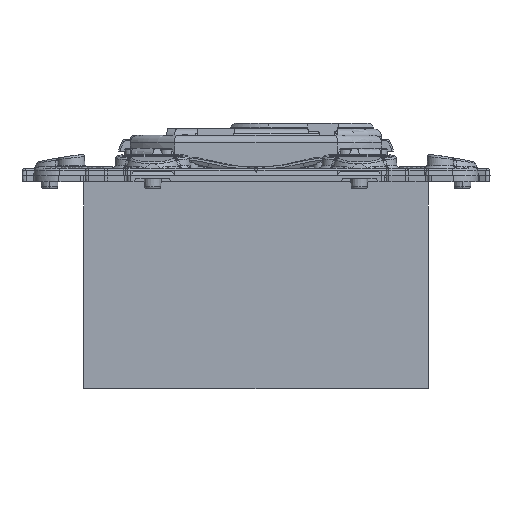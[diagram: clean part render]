
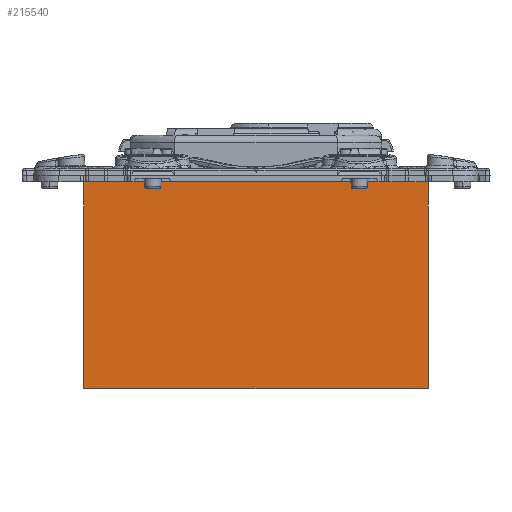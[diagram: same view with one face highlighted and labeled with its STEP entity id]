
A CAD part, left-side view. The second image highlights one B-rep face of the part: STEP entity #215540.
In plain terms, the highlighted planar face has unit normal (-1, 0, 0).
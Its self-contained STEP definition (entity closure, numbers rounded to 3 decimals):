
#215513=AXIS2_PLACEMENT_3D('Plane Axis2P3D',#215510,#215511,#215512) ;
#9990=CARTESIAN_POINT('Vertex',(-27.5,9.38,0.)) ;
#9997=CARTESIAN_POINT('Vertex',(-27.5,4.117,0.)) ;
#11967=CARTESIAN_POINT('Line Origine',(-27.5,-11.692,0.)) ;
#11971=CARTESIAN_POINT('Vertex',(-27.5,-27.5,0.)) ;
#12007=CARTESIAN_POINT('Vertex',(-27.5,27.5,0.)) ;
#12010=CARTESIAN_POINT('Line Origine',(-27.5,18.44,0.)) ;
#215483=CARTESIAN_POINT('Vertex',(-27.5,27.5,-33.)) ;
#215486=CARTESIAN_POINT('Line Origine',(-27.5,27.5,-16.5)) ;
#215510=CARTESIAN_POINT('Axis2P3D Location',(-27.5,-27.5,0.)) ;
#215515=CARTESIAN_POINT('Line Origine',(-27.5,0.,-33.)) ;
#215519=CARTESIAN_POINT('Vertex',(-27.5,-27.5,-33.)) ;
#215522=CARTESIAN_POINT('Line Origine',(-27.5,-27.5,-16.5)) ;
#215527=CARTESIAN_POINT('Line Origine',(-27.5,6.749,0.)) ;
#11968=DIRECTION('Vector Direction',(0.,1.,0.)) ;
#12011=DIRECTION('Vector Direction',(0.,1.,0.)) ;
#215487=DIRECTION('Vector Direction',(0.,0.,-1.)) ;
#215511=DIRECTION('Axis2P3D Direction',(-1.,0.,0.)) ;
#215512=DIRECTION('Axis2P3D XDirection',(0.,1.,0.)) ;
#215516=DIRECTION('Vector Direction',(0.,1.,0.)) ;
#215523=DIRECTION('Vector Direction',(0.,0.,-1.)) ;
#215528=DIRECTION('Vector Direction',(0.,1.,0.)) ;
#11969=VECTOR('Line Direction',#11968,1.) ;
#12012=VECTOR('Line Direction',#12011,1.) ;
#215488=VECTOR('Line Direction',#215487,1.) ;
#215517=VECTOR('Line Direction',#215516,1.) ;
#215524=VECTOR('Line Direction',#215523,1.) ;
#215529=VECTOR('Line Direction',#215528,1.) ;
#215533=ORIENTED_EDGE('',*,*,#215521,.T.) ;
#215534=ORIENTED_EDGE('',*,*,#215526,.F.) ;
#215535=ORIENTED_EDGE('',*,*,#11973,.F.) ;
#215536=ORIENTED_EDGE('',*,*,#215531,.F.) ;
#215537=ORIENTED_EDGE('',*,*,#12014,.F.) ;
#215538=ORIENTED_EDGE('',*,*,#215490,.T.) ;
#215540=ADVANCED_FACE('PartBody',(#215539),#215514,.T.) ;
#11973=EDGE_CURVE('',#9998,#11972,#11970,.F.) ;
#12014=EDGE_CURVE('',#12008,#9991,#12013,.F.) ;
#215490=EDGE_CURVE('',#12008,#215484,#215489,.T.) ;
#215521=EDGE_CURVE('',#215484,#215520,#215518,.F.) ;
#215526=EDGE_CURVE('',#11972,#215520,#215525,.T.) ;
#215531=EDGE_CURVE('',#9991,#9998,#215530,.F.) ;
#215532=EDGE_LOOP('',(#215533,#215534,#215535,#215536,#215537,#215538)) ;
#215539=FACE_OUTER_BOUND('',#215532,.T.) ;
#11970=LINE('Line',#11967,#11969) ;
#12013=LINE('Line',#12010,#12012) ;
#215489=LINE('Line',#215486,#215488) ;
#215518=LINE('Line',#215515,#215517) ;
#215525=LINE('Line',#215522,#215524) ;
#215530=LINE('Line',#215527,#215529) ;
#215514=PLANE('',#215513) ;
#9991=VERTEX_POINT('',#9990) ;
#9998=VERTEX_POINT('',#9997) ;
#11972=VERTEX_POINT('',#11971) ;
#12008=VERTEX_POINT('',#12007) ;
#215484=VERTEX_POINT('',#215483) ;
#215520=VERTEX_POINT('',#215519) ;
